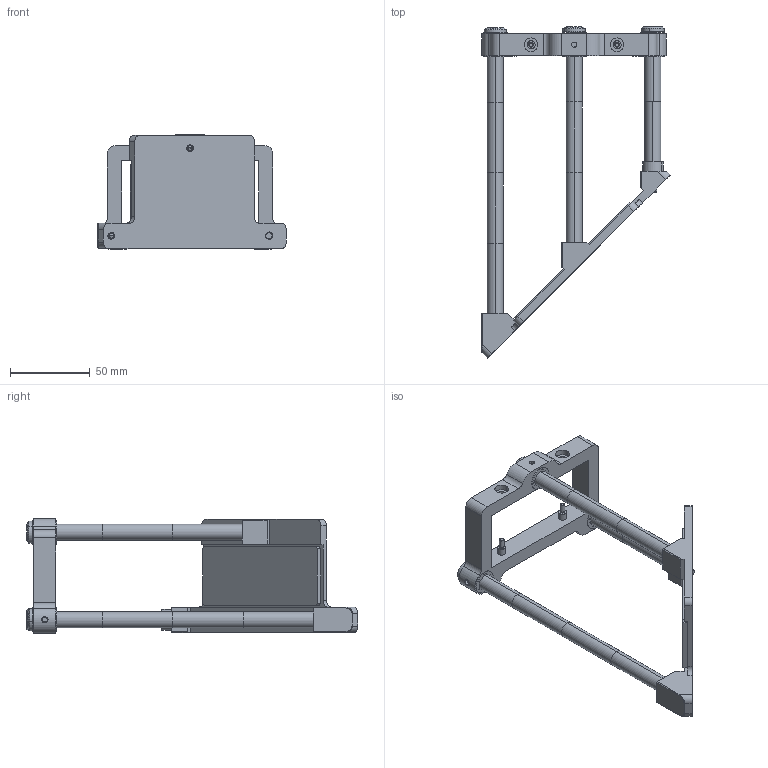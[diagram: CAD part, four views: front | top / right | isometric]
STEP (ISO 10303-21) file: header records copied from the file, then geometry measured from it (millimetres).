
FILE_DESCRIPTION (( 'STEP AP203' ), '1' );
FILE_NAME ('DP22523-B_CMMR4K060-L.step', '2022-01-12T13:39:54', ( '' ), ( '' ), 'SwSTEP 2.0', 'SolidWorks 2021', '' );
FILE_SCHEMA (( 'CONFIG_CONTROL_DESIGN' ));
Length unit declared in the file: millimetre
Products named in the file (1): DP22523-B_CMMR4K060-L
Bounding box: 118.37 x 208.53 x 72 mm (x, y, z)
Surface area: 55833.2 mm2 (no closed solid volume)
Topology: 0 solids, 37 shells, 273 faces, 756 edges, 505 vertices
Faces by surface type: plane 131, cylinder 102, cone 38, bspline 2
Entity records: 9087 total; most frequent: CARTESIAN_POINT 1949, DIRECTION 1556, ORIENTED_EDGE 1296, EDGE_CURVE 746, AXIS2_PLACEMENT_3D 562, VERTEX_POINT 505, VECTOR 432, LINE 432
